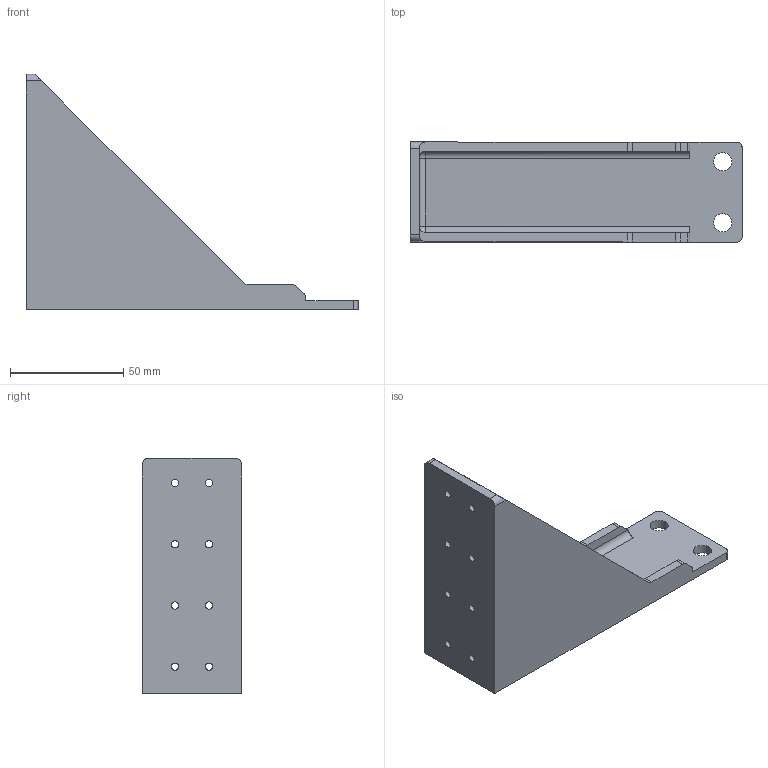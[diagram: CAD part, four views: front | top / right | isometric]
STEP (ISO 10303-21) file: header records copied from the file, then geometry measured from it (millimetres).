
FILE_DESCRIPTION(/* description */ ('STEP AP242','CAx-IF Rec.Pracs.---Representation and Presentation of Product Manufacturing Information (PMI)---4.0---2014-10-13','CAx-IF Rec.Pracs.---3D Tessellated Geometry---0.4---2014-09-14','2;1'),/* implementation_level */ '2;1');
FILE_NAME(/* name */ '64f3873fd26c884eba7a61db',/* time_stamp */ '2023-09-02T19:04:31Z',/* author */ (''),/* organization */ (''),/* preprocessor_version */ 'ST-DEVELOPER v19.4',/* originating_system */ ' ',/* authorisation */ ' ');
FILE_SCHEMA (('AP242_MANAGED_MODEL_BASED_3D_ENGINEERING_MIM_LF { 1 0 10303 442 1 1 4 }'));
Length unit declared in the file: metre
Products named in the file (1): Bracket Plain
Bounding box: 146.5 x 44 x 104 mm (x, y, z)
Volume: 84845.1 mm3; surface area: 43732.9 mm2
Topology: 1 solids, 1 shells, 45 faces, 131 edges, 86 vertices
Faces by surface type: cylinder 25, plane 18, sphere 2
Full cylindrical faces by diameter (mm): 3.2 x8, 8 x2
Entity records: 1437 total; most frequent: DIRECTION 251, CARTESIAN_POINT 243, ORIENTED_EDGE 222, EDGE_CURVE 111, AXIS2_PLACEMENT_3D 96, VERTEX_POINT 78, EDGE_LOOP 75, FACE_BOUND 75
